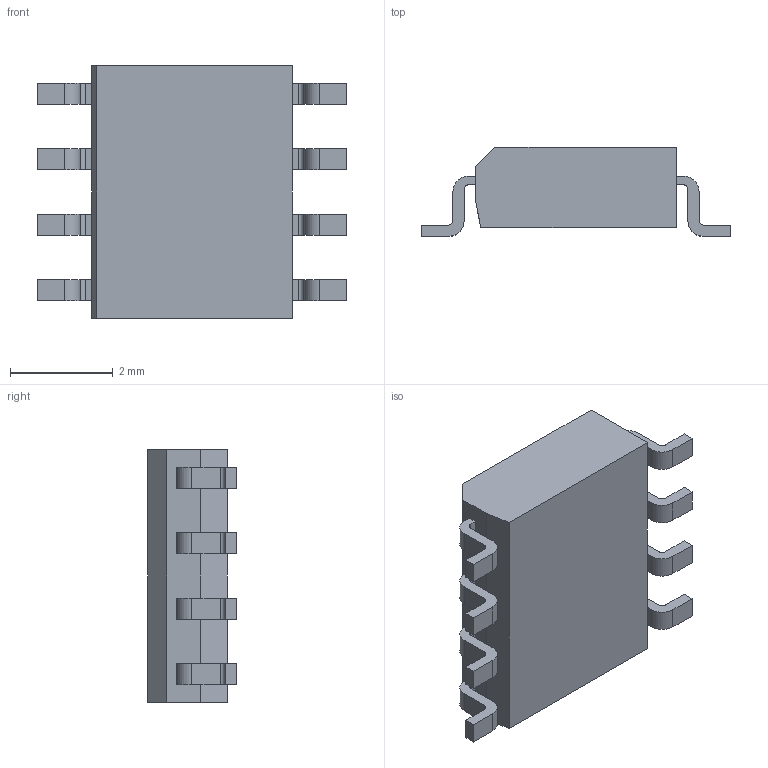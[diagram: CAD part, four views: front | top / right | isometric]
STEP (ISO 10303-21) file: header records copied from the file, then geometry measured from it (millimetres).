
FILE_DESCRIPTION((''),'2;1');
FILE_NAME('CDNBS08-T_SERIES','2012-07-19T',('ryans'),('Bourns, Inc.'),'PRO/ENGINEER BY PARAMETRIC TECHNOLOGY CORPORATION, 2010100','PRO/ENGINEER BY PARAMETRIC TECHNOLOGY CORPORATION, 2010100','');
FILE_SCHEMA(('CONFIG_CONTROL_DESIGN'));
Length unit declared in the file: millimetre
Products named in the file (1): CDNBS08-T_SERIES
Bounding box: 6 x 1.73 x 4.9 mm (x, y, z)
Volume: 30.4 mm3; surface area: 82.3 mm2
Topology: 1 solids, 1 shells, 112 faces, 306 edges, 204 vertices
Faces by surface type: plane 80, cylinder 32
Entity records: 3572 total; most frequent: CARTESIAN_POINT 622, ORIENTED_EDGE 612, DIRECTION 594, EDGE_CURVE 306, VECTOR 242, LINE 242, VERTEX_POINT 204, AXIS2_PLACEMENT_3D 176
